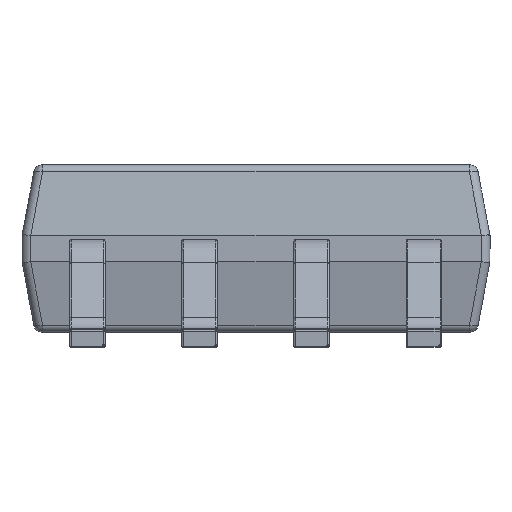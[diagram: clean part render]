
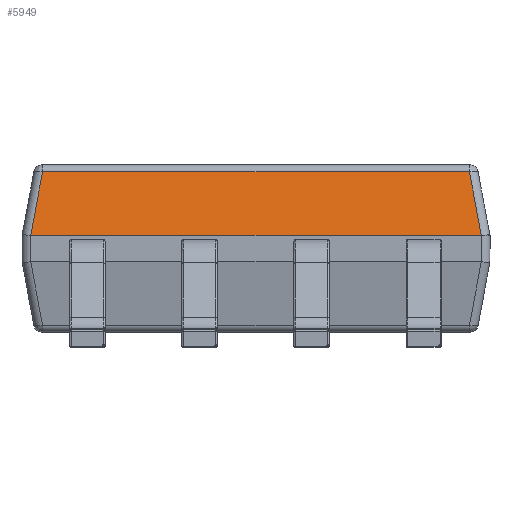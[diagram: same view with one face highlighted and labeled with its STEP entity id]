
A CAD part, front view. The second image highlights one B-rep face of the part: STEP entity #5949.
In plain terms, the highlighted planar face has unit normal (0, -0.983, 0.184).
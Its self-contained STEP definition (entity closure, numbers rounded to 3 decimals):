
#151 = VECTOR ( 'NONE', #13842, 1000. ) ;
#424 = DIRECTION ( 'NONE',  ( 0.181, -0.181, -0.967 ) ) ;
#1967 = AXIS2_PLACEMENT_3D ( 'NONE', #16323, #10294, #4132 ) ;
#2091 = ORIENTED_EDGE ( 'NONE', *, *, #19881, .T. ) ;
#4132 = DIRECTION ( 'NONE',  ( 0., -0.184, -0.983 ) ) ;
#4944 = CARTESIAN_POINT ( 'NONE',  ( 2.552, -2.65, 1.27 ) ) ;
#5758 = CARTESIAN_POINT ( 'NONE',  ( -2.417, -2.515, 1.988 ) ) ;
#5949 = ADVANCED_FACE ( 'NONE', ( #6821 ), #15180, .T. ) ;
#6365 = ORIENTED_EDGE ( 'NONE', *, *, #9937, .F. ) ;
#6594 = ORIENTED_EDGE ( 'NONE', *, *, #15825, .T. ) ;
#6821 = FACE_OUTER_BOUND ( 'NONE', #15957, .T. ) ;
#7122 = CARTESIAN_POINT ( 'NONE',  ( 2.323, -2.421, 2.49 ) ) ;
#7484 = VERTEX_POINT ( 'NONE', #17922 ) ;
#7569 = CARTESIAN_POINT ( 'NONE',  ( -2.551, -2.65, 1.269 ) ) ;
#7782 = EDGE_CURVE ( 'NONE', #11753, #12257, #17004, .T. ) ;
#8394 = B_SPLINE_CURVE_WITH_KNOTS ( 'NONE', 3,
 ( #23450, #13161, #21393, #4944 ),
 .UNSPECIFIED., .F., .F.,
 ( 4, 4 ),
 ( 0., 1. ),
 .UNSPECIFIED. ) ;
#9437 = VECTOR ( 'NONE', #424, 1000. ) ;
#9536 = VECTOR ( 'NONE', #18547, 1000. ) ;
#9937 = EDGE_CURVE ( 'NONE', #11753, #14038, #26050, .T. ) ;
#10294 = DIRECTION ( 'NONE',  ( 0., -0.983, 0.184 ) ) ;
#10357 = ORIENTED_EDGE ( 'NONE', *, *, #21991, .T. ) ;
#10489 = CARTESIAN_POINT ( 'NONE',  ( -2.417, -2.515, 1.988 ) ) ;
#10737 = ORIENTED_EDGE ( 'NONE', *, *, #7782, .T. ) ;
#10965 = CARTESIAN_POINT ( 'NONE',  ( 2.552, -2.65, 1.27 ) ) ;
#11632 = CARTESIAN_POINT ( 'NONE',  ( -2.55, -2.65, 1.269 ) ) ;
#11753 = VERTEX_POINT ( 'NONE', #20298 ) ;
#11788 = LINE ( 'NONE', #5758, #151 ) ;
#12257 = VERTEX_POINT ( 'NONE', #10489 ) ;
#12492 = B_SPLINE_CURVE_WITH_KNOTS ( 'NONE', 3,
 ( #15923, #24291, #7569, #19904 ),
 .UNSPECIFIED., .F., .F.,
 ( 4, 4 ),
 ( 0., 1. ),
 .UNSPECIFIED. ) ;
#13161 = CARTESIAN_POINT ( 'NONE',  ( 2.551, -2.65, 1.269 ) ) ;
#13379 = VECTOR ( 'NONE', #16866, 1000. ) ;
#13833 = EDGE_CURVE ( 'NONE', #21123, #7484, #12492, .T. ) ;
#13842 = DIRECTION ( 'NONE',  ( -0.181, -0.181, -0.967 ) ) ;
#14038 = VERTEX_POINT ( 'NONE', #10965 ) ;
#14427 = CARTESIAN_POINT ( 'NONE',  ( -2.65, -2.65, 1.269 ) ) ;
#15180 = PLANE ( 'NONE',  #1967 ) ;
#15825 = EDGE_CURVE ( 'NONE', #12257, #7484, #11788, .T. ) ;
#15923 = CARTESIAN_POINT ( 'NONE',  ( -2.55, -2.65, 1.269 ) ) ;
#15957 = EDGE_LOOP ( 'NONE', ( #6594, #18289, #2091, #10357, #6365, #10737 ) ) ;
#16323 = CARTESIAN_POINT ( 'NONE',  ( 0., -2.5, 2.069 ) ) ;
#16866 = DIRECTION ( 'NONE',  ( -1., 0., 0. ) ) ;
#17004 = LINE ( 'NONE', #24982, #13379 ) ;
#17922 = CARTESIAN_POINT ( 'NONE',  ( -2.552, -2.65, 1.27 ) ) ;
#18289 = ORIENTED_EDGE ( 'NONE', *, *, #13833, .F. ) ;
#18547 = DIRECTION ( 'NONE',  ( 1., 0., 0. ) ) ;
#19881 = EDGE_CURVE ( 'NONE', #21123, #22487, #24861, .T. ) ;
#19904 = CARTESIAN_POINT ( 'NONE',  ( -2.552, -2.65, 1.27 ) ) ;
#20298 = CARTESIAN_POINT ( 'NONE',  ( 2.417, -2.515, 1.988 ) ) ;
#21123 = VERTEX_POINT ( 'NONE', #11632 ) ;
#21393 = CARTESIAN_POINT ( 'NONE',  ( 2.551, -2.65, 1.269 ) ) ;
#21991 = EDGE_CURVE ( 'NONE', #22487, #14038, #8394, .T. ) ;
#22487 = VERTEX_POINT ( 'NONE', #26437 ) ;
#23450 = CARTESIAN_POINT ( 'NONE',  ( 2.55, -2.65, 1.269 ) ) ;
#24291 = CARTESIAN_POINT ( 'NONE',  ( -2.551, -2.65, 1.269 ) ) ;
#24861 = LINE ( 'NONE', #14427, #9536 ) ;
#24982 = CARTESIAN_POINT ( 'NONE',  ( 0., -2.515, 1.988 ) ) ;
#26050 = LINE ( 'NONE', #7122, #9437 ) ;
#26437 = CARTESIAN_POINT ( 'NONE',  ( 2.55, -2.65, 1.269 ) ) ;
